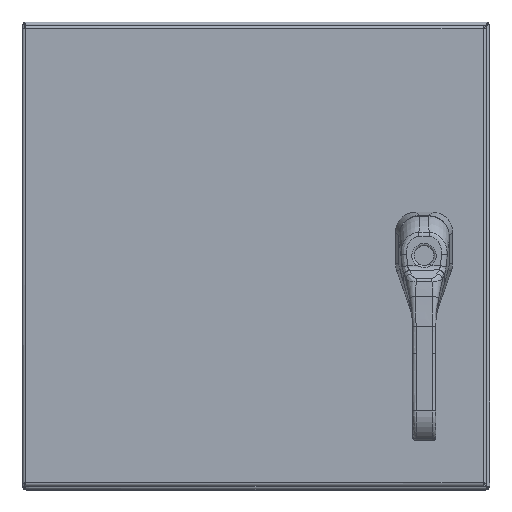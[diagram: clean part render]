
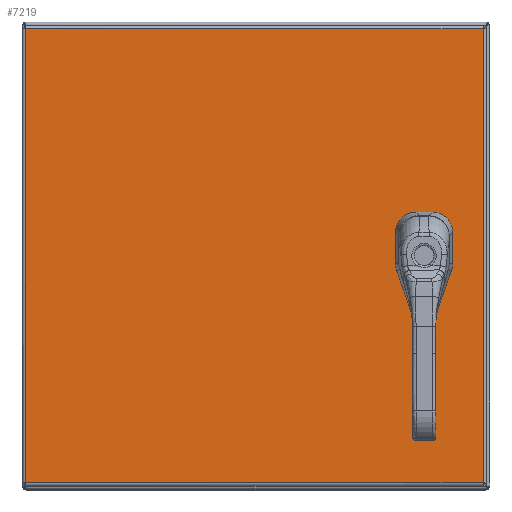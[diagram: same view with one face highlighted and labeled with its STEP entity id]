
A CAD part, top view. The second image highlights one B-rep face of the part: STEP entity #7219.
In plain terms, the highlighted face is planar.
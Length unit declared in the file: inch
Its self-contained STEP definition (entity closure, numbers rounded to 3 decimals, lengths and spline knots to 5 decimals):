
#5449=CARTESIAN_POINT('',(2.33762,8.275,0.0));
#5450=VERTEX_POINT('',#5449);
#5457=CARTESIAN_POINT('',(2.525,8.08762,0.0));
#5458=VERTEX_POINT('',#5457);
#5459=CARTESIAN_POINT('',(2.125,7.875,0.0));
#5460=DIRECTION('',(0.0,0.0,1.0));
#5461=DIRECTION('',(-0.469,-0.883,0.0));
#5462=AXIS2_PLACEMENT_3D('',#5459,#5460,#5461);
#5463=CIRCLE('',#5462,0.453);
#5464=EDGE_CURVE('',#5458,#5450,#5463,.T.);
#5489=CARTESIAN_POINT('',(2.525,7.66238,0.0));
#5490=VERTEX_POINT('',#5489);
#5491=CARTESIAN_POINT('',(2.525,7.66238,0.0));
#5492=DIRECTION('',(0.0,1.0,0.0));
#5493=VECTOR('',#5492,0.42525);
#5494=LINE('',#5491,#5493);
#5495=EDGE_CURVE('',#5490,#5458,#5494,.T.);
#5521=CARTESIAN_POINT('',(2.33762,7.475,0.0));
#5522=VERTEX_POINT('',#5521);
#5523=CARTESIAN_POINT('',(2.125,7.875,0.0));
#5524=DIRECTION('',(0.0,0.0,1.0));
#5525=DIRECTION('',(-0.883,0.469,0.0));
#5526=AXIS2_PLACEMENT_3D('',#5523,#5524,#5525);
#5527=CIRCLE('',#5526,0.453);
#5528=EDGE_CURVE('',#5522,#5490,#5527,.T.);
#5553=CARTESIAN_POINT('',(1.91238,7.475,0.0));
#5554=VERTEX_POINT('',#5553);
#5555=CARTESIAN_POINT('',(1.91238,7.475,0.0));
#5556=DIRECTION('',(1.0,0.0,0.0));
#5557=VECTOR('',#5556,0.42525);
#5558=LINE('',#5555,#5557);
#5559=EDGE_CURVE('',#5554,#5522,#5558,.T.);
#5585=CARTESIAN_POINT('',(1.725,7.66238,0.0));
#5586=VERTEX_POINT('',#5585);
#5587=CARTESIAN_POINT('',(2.125,7.875,0.0));
#5588=DIRECTION('',(0.0,0.0,1.0));
#5589=DIRECTION('',(0.469,0.883,0.0));
#5590=AXIS2_PLACEMENT_3D('',#5587,#5588,#5589);
#5591=CIRCLE('',#5590,0.453);
#5592=EDGE_CURVE('',#5586,#5554,#5591,.T.);
#5617=CARTESIAN_POINT('',(1.725,8.08762,0.0));
#5618=VERTEX_POINT('',#5617);
#5619=CARTESIAN_POINT('',(1.725,8.08762,0.0));
#5620=DIRECTION('',(0.0,-1.0,0.0));
#5621=VECTOR('',#5620,0.42525);
#5622=LINE('',#5619,#5621);
#5623=EDGE_CURVE('',#5618,#5586,#5622,.T.);
#5649=CARTESIAN_POINT('',(1.91238,8.275,0.0));
#5650=VERTEX_POINT('',#5649);
#5651=CARTESIAN_POINT('',(2.125,7.875,0.0));
#5652=DIRECTION('',(0.0,0.0,1.0));
#5653=DIRECTION('',(0.883,-0.469,0.0));
#5654=AXIS2_PLACEMENT_3D('',#5651,#5652,#5653);
#5655=CIRCLE('',#5654,0.453);
#5656=EDGE_CURVE('',#5650,#5618,#5655,.T.);
#5679=CARTESIAN_POINT('',(2.33762,8.275,0.0));
#5680=DIRECTION('',(-1.0,0.0,0.0));
#5681=VECTOR('',#5680,0.42525);
#5682=LINE('',#5679,#5681);
#5683=EDGE_CURVE('',#5450,#5650,#5682,.T.);
#5705=CARTESIAN_POINT('',(1.9845,6.497,0.0));
#5706=VERTEX_POINT('',#5705);
#5707=CARTESIAN_POINT('',(2.125,6.497,0.0));
#5708=DIRECTION('',(0.0,0.0,1.0));
#5709=DIRECTION('',(1.0,0.0,0.0));
#5710=AXIS2_PLACEMENT_3D('',#5707,#5708,#5709);
#5711=CIRCLE('',#5710,0.1405);
#5712=EDGE_CURVE('',#5706,#5706,#5711,.T.);
#5733=CARTESIAN_POINT('',(1.9845,6.989,0.0));
#5734=VERTEX_POINT('',#5733);
#5735=CARTESIAN_POINT('',(2.125,6.989,0.0));
#5736=DIRECTION('',(0.0,0.0,1.0));
#5737=DIRECTION('',(1.0,0.0,0.0));
#5738=AXIS2_PLACEMENT_3D('',#5735,#5736,#5737);
#5739=CIRCLE('',#5738,0.1405);
#5740=EDGE_CURVE('',#5734,#5734,#5739,.T.);
#5761=CARTESIAN_POINT('',(1.9845,8.76,0.0));
#5762=VERTEX_POINT('',#5761);
#5763=CARTESIAN_POINT('',(2.125,8.76,0.0));
#5764=DIRECTION('',(0.0,0.0,1.0));
#5765=DIRECTION('',(1.0,0.0,0.0));
#5766=AXIS2_PLACEMENT_3D('',#5763,#5764,#5765);
#5767=CIRCLE('',#5766,0.1405);
#5768=EDGE_CURVE('',#5762,#5762,#5767,.T.);
#6218=CARTESIAN_POINT('',(15.76975,0.10525,0.));
#6219=VERTEX_POINT('',#6218);
#6230=CARTESIAN_POINT('',(15.76975,15.64475,0.));
#6231=VERTEX_POINT('',#6230);
#6232=CARTESIAN_POINT('',(15.76975,15.64475,0.0));
#6233=DIRECTION('',(0.0,-1.0,0.0));
#6234=VECTOR('',#6233,15.5395);
#6235=LINE('',#6232,#6234);
#6236=EDGE_CURVE('',#6231,#6219,#6235,.T.);
#6388=CARTESIAN_POINT('',(0.10525,0.10525,0.));
#6389=VERTEX_POINT('',#6388);
#6400=CARTESIAN_POINT('',(15.76975,0.10525,0.0));
#6401=DIRECTION('',(-1.0,0.0,0.0));
#6402=VECTOR('',#6401,15.6645);
#6403=LINE('',#6400,#6402);
#6404=EDGE_CURVE('',#6219,#6389,#6403,.T.);
#6665=CARTESIAN_POINT('',(0.10525,15.64475,0.));
#6666=VERTEX_POINT('',#6665);
#6677=CARTESIAN_POINT('',(0.10525,0.10525,0.0));
#6678=DIRECTION('',(0.0,1.0,0.0));
#6679=VECTOR('',#6678,15.5395);
#6680=LINE('',#6677,#6679);
#6681=EDGE_CURVE('',#6389,#6666,#6680,.T.);
#6946=CARTESIAN_POINT('',(0.10525,15.64475,0.0));
#6947=DIRECTION('',(1.0,0.0,0.0));
#6948=VECTOR('',#6947,15.6645);
#6949=LINE('',#6946,#6948);
#6950=EDGE_CURVE('',#6666,#6231,#6949,.T.);
#7189=CARTESIAN_POINT('',(7.9375,7.875,0.0));
#7190=DIRECTION('',(0.0,0.0,1.0));
#7191=DIRECTION('',(1.0,0.0,0.0));
#7192=AXIS2_PLACEMENT_3D('',#7189,#7190,#7191);
#7193=PLANE('',#7192);
#7194=ORIENTED_EDGE('',*,*,#6236,.T.);
#7195=ORIENTED_EDGE('',*,*,#6404,.T.);
#7196=ORIENTED_EDGE('',*,*,#6681,.T.);
#7197=ORIENTED_EDGE('',*,*,#6950,.T.);
#7198=EDGE_LOOP('',(#7194,#7195,#7196,#7197));
#7199=FACE_OUTER_BOUND('',#7198,.T.);
#7200=ORIENTED_EDGE('',*,*,#5464,.T.);
#7201=ORIENTED_EDGE('',*,*,#5683,.T.);
#7202=ORIENTED_EDGE('',*,*,#5656,.T.);
#7203=ORIENTED_EDGE('',*,*,#5623,.T.);
#7204=ORIENTED_EDGE('',*,*,#5592,.T.);
#7205=ORIENTED_EDGE('',*,*,#5559,.T.);
#7206=ORIENTED_EDGE('',*,*,#5528,.T.);
#7207=ORIENTED_EDGE('',*,*,#5495,.T.);
#7208=EDGE_LOOP('',(#7200,#7201,#7202,#7203,#7204,#7205,#7206,#7207));
#7209=FACE_BOUND('',#7208,.T.);
#7210=ORIENTED_EDGE('',*,*,#5712,.T.);
#7211=EDGE_LOOP('',(#7210));
#7212=FACE_BOUND('',#7211,.T.);
#7213=ORIENTED_EDGE('',*,*,#5740,.T.);
#7214=EDGE_LOOP('',(#7213));
#7215=FACE_BOUND('',#7214,.T.);
#7216=ORIENTED_EDGE('',*,*,#5768,.T.);
#7217=EDGE_LOOP('',(#7216));
#7218=FACE_BOUND('',#7217,.T.);
#7219=ADVANCED_FACE('',(#7199,#7209,#7212,#7215,#7218),#7193,.F.);
